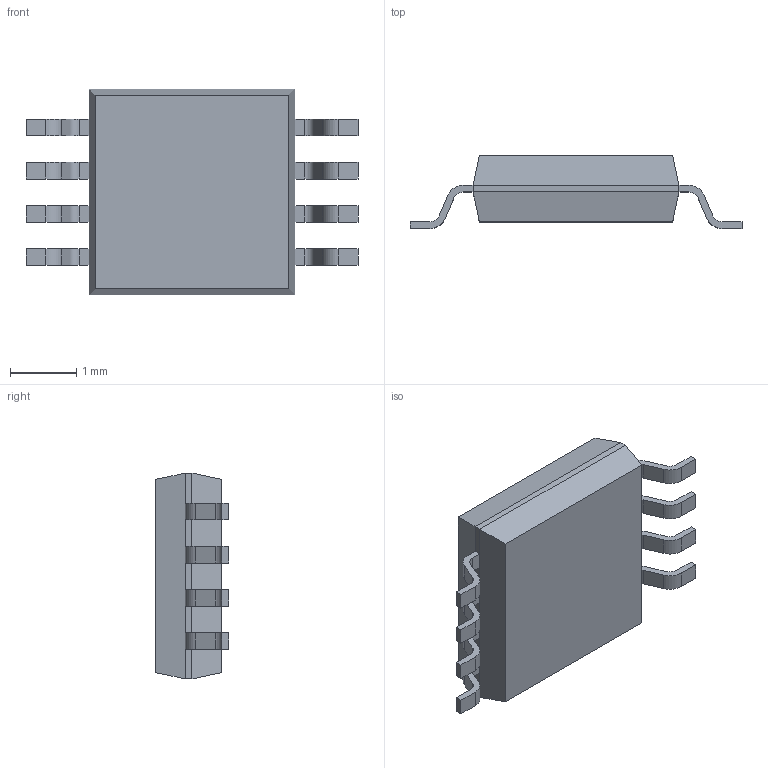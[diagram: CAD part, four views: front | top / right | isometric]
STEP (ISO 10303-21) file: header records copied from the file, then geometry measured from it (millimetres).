
FILE_DESCRIPTION(/* description */ (''),/* implementation_level */ '2;1');
FILE_NAME(/* name */ 'TSSOP-8 3_1x3_1 v4.step',/* time_stamp */ '2021-05-10T14:51:51+02:00',/* author */ (''),/* organization */ (''),/* preprocessor_version */ 'ST-DEVELOPER v18.1',/* originating_system */ 'Autodesk Translation Framework v10.6.0.1341',/* authorisation */ '');
FILE_SCHEMA (('AUTOMOTIVE_DESIGN { 1 0 10303 214 3 1 1 }'));
Length unit declared in the file: millimetre
Products named in the file (3): TSSOP-8 3_1x3_1; body_TSSOP_TSSOP_3.1x3.1_1; pin_TSSOP_tssop_1
Assembly tree (9 placements, depth 2):
  TSSOP-8 3_1x3_1
    pin_TSSOP_tssop_1  x8
    body_TSSOP_TSSOP_3.1x3.1_1
Bounding box: 5 x 1.1 x 3.1 mm (x, y, z)
Volume: 9.3 mm3; surface area: 36.8 mm2
Topology: 9 solids, 9 shells, 128 faces, 319 edges, 210 vertices
Faces by surface type: plane 95, cylinder 33
Full cylindrical faces by diameter (mm): 0.4 x1
Entity records: 994 total; most frequent: DIRECTION 161, CARTESIAN_POINT 151, ORIENTED_EDGE 134, EDGE_CURVE 67, LINE 57, VECTOR 57, AXIS2_PLACEMENT_3D 52, VERTEX_POINT 42
